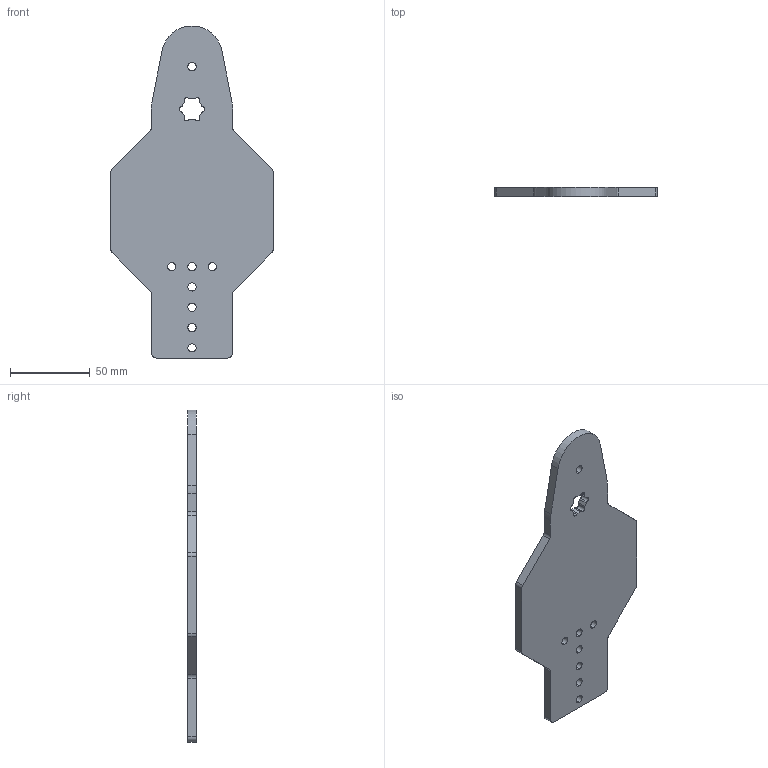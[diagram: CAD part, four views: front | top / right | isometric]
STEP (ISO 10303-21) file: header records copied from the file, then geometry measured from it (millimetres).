
FILE_DESCRIPTION (( 'STEP AP214' ), '1' );
FILE_NAME ('am-5609_body Everybot 2025 Body Plate.STEP', '2025-01-15T18:09:35', ( '' ), ( '' ), 'SwSTEP 2.0', 'SolidWorks 2024', '' );
FILE_SCHEMA (( 'AUTOMOTIVE_DESIGN' ));
Length unit declared in the file: inch
Products named in the file (1): am-5609_body Everybot 2025 Body Plate
Bounding box: 101.6 x 5.59 x 207.65 mm (x, y, z)
Volume: 75506.7 mm3; surface area: 30976.2 mm2
Topology: 1 solids, 1 shells, 70 faces, 204 edges, 136 vertices
Faces by surface type: cylinder 49, plane 21
Entity records: 2429 total; most frequent: DIRECTION 444, CARTESIAN_POINT 411, ORIENTED_EDGE 408, EDGE_CURVE 204, AXIS2_PLACEMENT_3D 169, VERTEX_POINT 136, VECTOR 106, LINE 106
